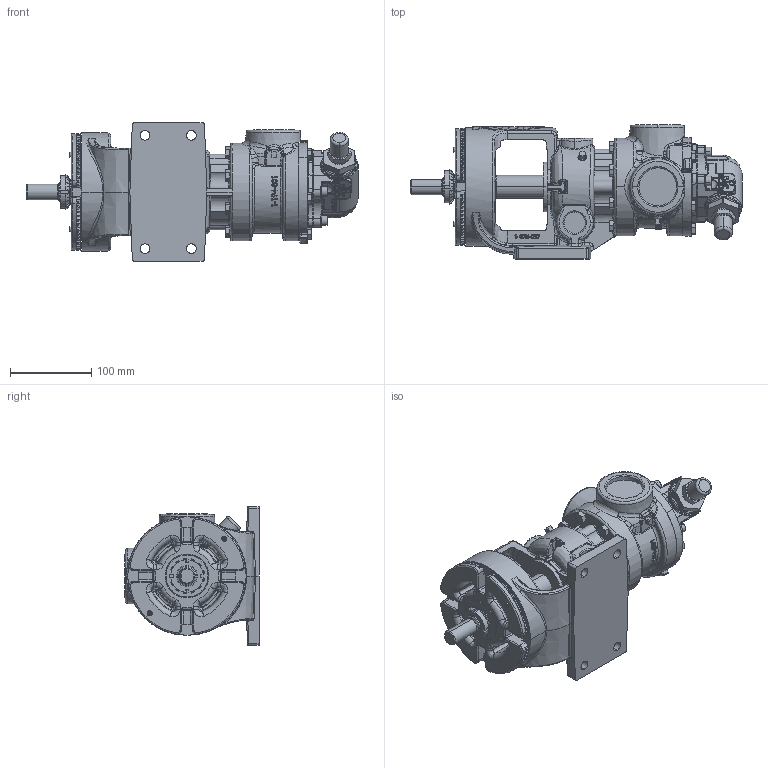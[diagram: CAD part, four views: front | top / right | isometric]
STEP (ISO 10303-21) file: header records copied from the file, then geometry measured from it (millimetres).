
FILE_DESCRIPTION (( 'STEP AP214' ), '1' );
FILE_NAME ('H224A.STEP', '2016-09-30T15:34:22', ( '' ), ( '' ), 'SwSTEP 2.0', 'SolidWorks 2015', '' );
FILE_SCHEMA (( 'AUTOMOTIVE_DESIGN' ));
Length unit declared in the file: inch
Products named in the file (2): H224A
Bounding box: 409.6 x 165.42 x 171.45 mm (x, y, z)
Volume: 3288010.1 mm3; surface area: 297069.3 mm2
Topology: 1 solids, 1 shells, 3164 faces, 8026 edges, 4948 vertices
Faces by surface type: plane 968, bspline 866, cylinder 812, cone 329, torus 118, sphere 71
Entity records: 207443 total; most frequent: CARTESIAN_POINT 103930, ORIENTED_EDGE 15950, DIRECTION 12138, EDGE_CURVE 7975, VERTEX_POINT 4948, AXIS2_PLACEMENT_3D 4677, EDGE_LOOP 3335, FACE_OUTER_BOUND 3164
